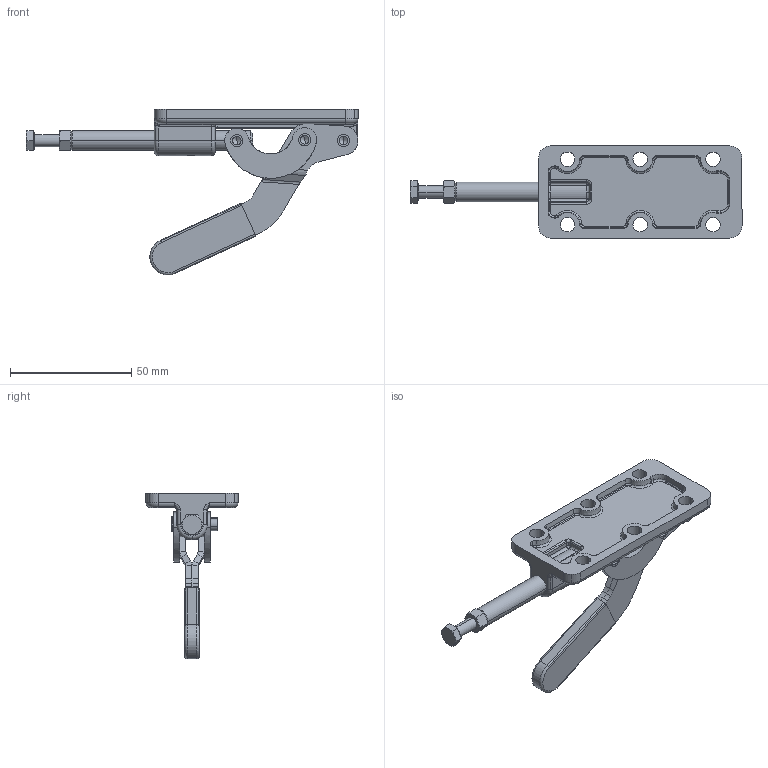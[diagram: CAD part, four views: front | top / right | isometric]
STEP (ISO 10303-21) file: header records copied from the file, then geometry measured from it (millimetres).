
FILE_DESCRIPTION((''),'2;1');
FILE_NAME('313.stp','2005-09-01T11:25:20',('CAD'),(''),'Autodesk Inventor 8','Autodesk Inventor 8','');
FILE_SCHEMA(('AUTOMOTIVE_DESIGN { 1 0 10303 214 1 1 1 1 }'));
Length unit declared in the file: millimetre
Products named in the file (1): Part10
Bounding box: 137.01 x 38 x 68.45 mm (x, y, z)
Volume: 30589.1 mm3; surface area: 18506.1 mm2
Topology: 1 solids, 3 shells, 468 faces, 1225 edges, 738 vertices
Faces by surface type: cylinder 170, bspline 129, plane 89, cone 54, torus 26
Entity records: 18013 total; most frequent: CARTESIAN_POINT 6823, ORIENTED_EDGE 2402, DIRECTION 2376, EDGE_CURVE 1201, AXIS2_PLACEMENT_3D 949, VERTEX_POINT 738, CIRCLE 579, EDGE_LOOP 502
